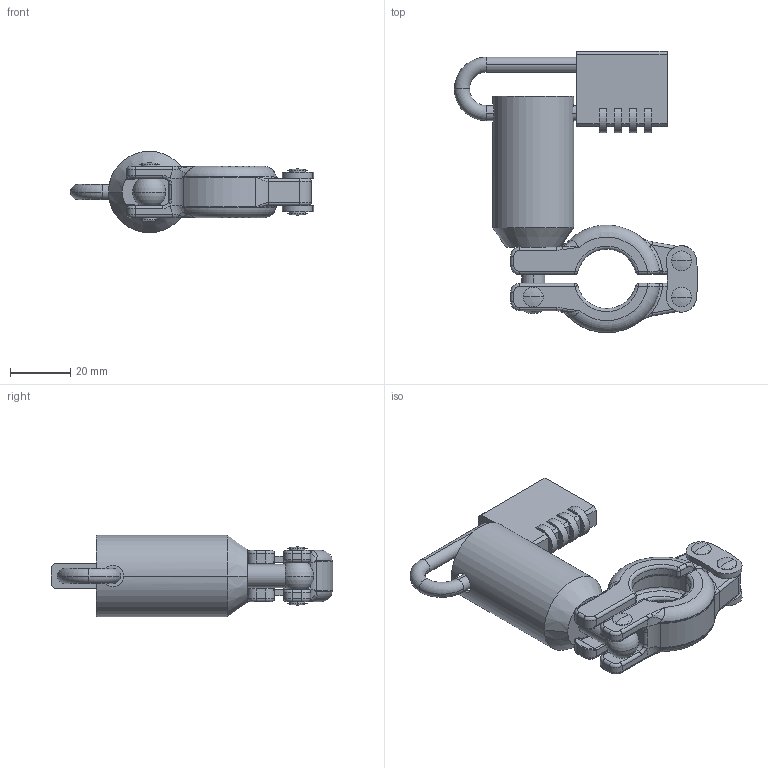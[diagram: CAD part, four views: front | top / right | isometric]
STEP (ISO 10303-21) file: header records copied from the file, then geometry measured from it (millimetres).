
FILE_DESCRIPTION (( 'STEP AP214' ), '1' );
FILE_NAME ('CL.SAFL.0050 BLOCK.STEP', '2019-04-16T14:32:50', ( '' ), ( '' ), 'SwSTEP 2.0', 'SolidWorks 2019', '' );
FILE_SCHEMA (( 'AUTOMOTIVE_DESIGN' ));
Length unit declared in the file: millimetre
Products named in the file (1): CL.SAFL.0050 BLOCK
Bounding box: 80.64 x 93.35 x 27 mm (x, y, z)
Volume: 32909.4 mm3; surface area: 22274 mm2
Topology: 4 solids, 4 shells, 438 faces, 1059 edges, 613 vertices
Faces by surface type: cylinder 163, plane 87, torus 78, bspline 58, sphere 36, cone 16
Entity records: 15268 total; most frequent: CARTESIAN_POINT 5018, DIRECTION 2179, ORIENTED_EDGE 2060, EDGE_CURVE 1030, AXIS2_PLACEMENT_3D 909, VERTEX_POINT 612, CIRCLE 528, EDGE_LOOP 466
